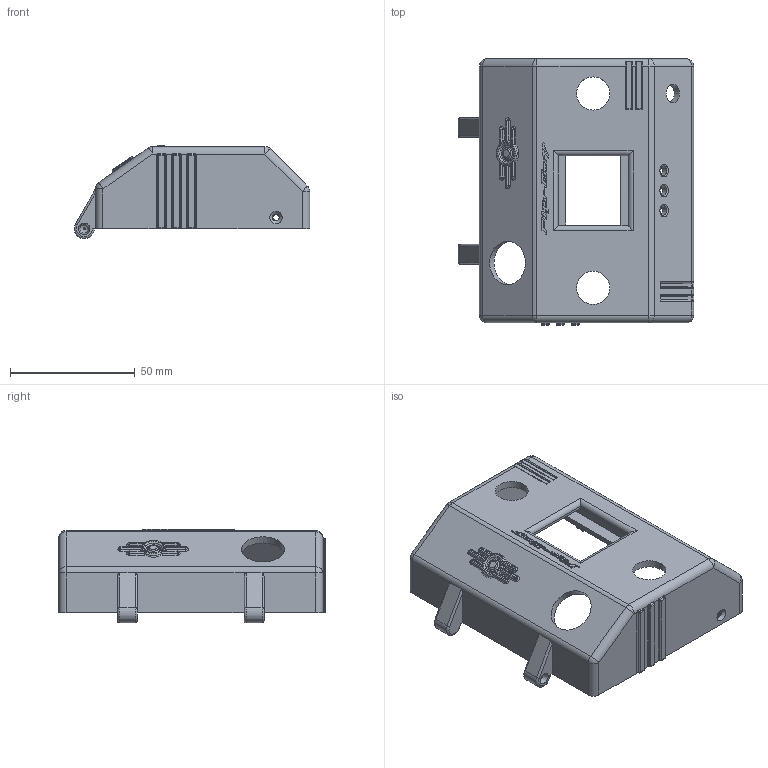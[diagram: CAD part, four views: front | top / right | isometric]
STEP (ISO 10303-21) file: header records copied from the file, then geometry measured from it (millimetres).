
FILE_DESCRIPTION(/* description */ (''),/* implementation_level */ '2;1');
FILE_NAME(/* name */ 'ElectronicCase.step',/* time_stamp */ '2024-10-22T17:38:00+02:00',/* author */ (''),/* organization */ (''),/* preprocessor_version */ 'ST-DEVELOPER v20',/* originating_system */ 'Autodesk Translation Framework v13.20.0.188',/* authorisation */ '');
FILE_SCHEMA (('AUTOMOTIVE_DESIGN { 1 0 10303 214 3 1 1 }'));
Length unit declared in the file: millimetre
Products named in the file (2): PipboyV1; ElectronicsCase
Assembly tree (1 placements, depth 2):
  PipboyV1
    ElectronicsCase
Bounding box: 94.5 x 107 x 37.5 mm (x, y, z)
Volume: 52257.4 mm3; surface area: 38227.1 mm2
Topology: 1 solids, 1 shells, 594 faces, 1511 edges, 940 vertices
Faces by surface type: cylinder 219, plane 200, bspline 78, torus 67, sphere 26, cone 4
Full cylindrical faces by diameter (mm): 2.529 x10, 3.086 x8, 4 x3, 7.5 x1, 13.3 x2, 17.5 x1
Entity records: 22010 total; most frequent: CARTESIAN_POINT 8096, ORIENTED_EDGE 3022, DIRECTION 2666, EDGE_CURVE 1511, VERTEX_POINT 940, AXIS2_PLACEMENT_3D 932, LINE 802, VECTOR 802
